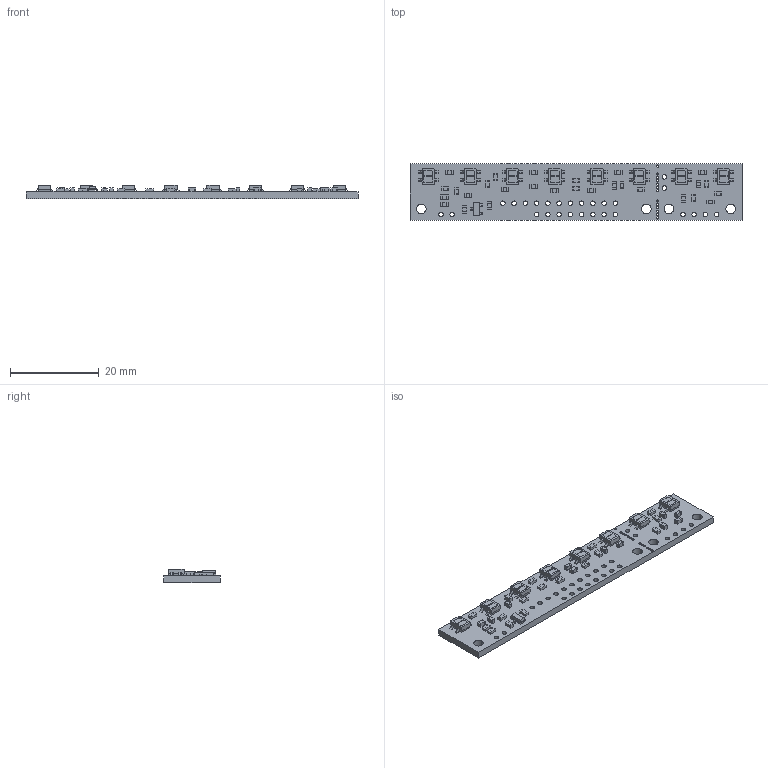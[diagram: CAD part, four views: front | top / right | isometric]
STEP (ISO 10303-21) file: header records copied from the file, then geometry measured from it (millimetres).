
FILE_DESCRIPTION (( 'STEP AP214' ), '1' );
FILE_NAME ('qtr-8rc-reflectance-sensor-array.step', '2017-05-22T23:06:53', ( '' ), ( '' ), 'SwSTEP 2.0', 'SolidWorks 2016', '' );
FILE_SCHEMA (( 'AUTOMOTIVE_DESIGN' ));
Length unit declared in the file: millimetre
Products named in the file (1): qtr-8rc-reflectance-sensor-array
Bounding box: 74.93 x 12.7 x 3.07 mm (x, y, z)
Volume: 1590.8 mm3; surface area: 2640.6 mm2
Topology: 1 solids, 1 shells, 1095 faces, 3257 edges, 2220 vertices
Faces by surface type: plane 859, cylinder 236
Entity records: 48599 total; most frequent: CARTESIAN_POINT 7994, ORIENTED_EDGE 6514, DIRECTION 5587, EDGE_CURVE 3257, VECTOR 2483, LINE 2483, VERTEX_POINT 2220, AXIS2_PLACEMENT_3D 1552
